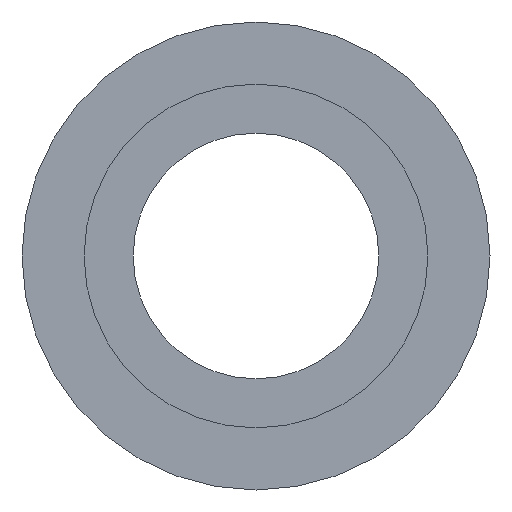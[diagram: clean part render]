
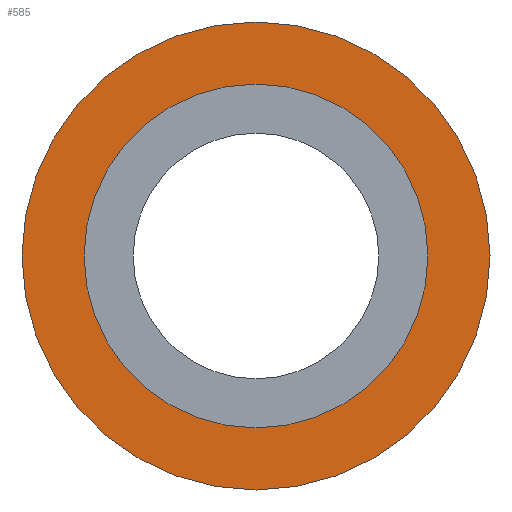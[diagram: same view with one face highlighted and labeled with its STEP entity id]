
A CAD part, front view. The second image highlights one B-rep face of the part: STEP entity #585.
In plain terms, the highlighted planar face has unit normal (0, -1, 0).
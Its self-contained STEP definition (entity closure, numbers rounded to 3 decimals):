
#11 = DIRECTION ( 'NONE',  ( 0., 0., 1. ) ) ;
#19 = DIRECTION ( 'NONE',  ( 0., 0., 1. ) ) ;
#37 = EDGE_LOOP ( 'NONE', ( #269, #55 ) ) ;
#42 = AXIS2_PLACEMENT_3D ( 'NONE', #363, #136, #473 ) ;
#55 = ORIENTED_EDGE ( 'NONE', *, *, #555, .F. ) ;
#65 = DIRECTION ( 'NONE',  ( 0., 1., 0. ) ) ;
#99 = DIRECTION ( 'NONE',  ( 0., 0., 1. ) ) ;
#111 = CIRCLE ( 'NONE', #467, 7. ) ;
#112 = DIRECTION ( 'NONE',  ( 0., 1., 0. ) ) ;
#136 = DIRECTION ( 'NONE',  ( 0., 1., 0. ) ) ;
#156 = CIRCLE ( 'NONE', #196, 9.525 ) ;
#167 = CARTESIAN_POINT ( 'NONE',  ( 0., 0., 0. ) ) ;
#190 = CARTESIAN_POINT ( 'NONE',  ( 0., 0., 0. ) ) ;
#196 = AXIS2_PLACEMENT_3D ( 'NONE', #167, #65, #19 ) ;
#205 = VERTEX_POINT ( 'NONE', #527 ) ;
#261 = VERTEX_POINT ( 'NONE', #431 ) ;
#264 = FACE_BOUND ( 'NONE', #611, .T. ) ;
#269 = ORIENTED_EDGE ( 'NONE', *, *, #272, .F. ) ;
#272 = EDGE_CURVE ( 'NONE', #205, #261, #344, .T. ) ;
#285 = DIRECTION ( 'NONE',  ( 0., 1., 0. ) ) ;
#294 = PLANE ( 'NONE',  #479 ) ;
#312 = CIRCLE ( 'NONE', #42, 7. ) ;
#315 = DIRECTION ( 'NONE',  ( 0., 1., 0. ) ) ;
#331 = CARTESIAN_POINT ( 'NONE',  ( 0., 0., -7. ) ) ;
#344 = CIRCLE ( 'NONE', #577, 9.525 ) ;
#363 = CARTESIAN_POINT ( 'NONE',  ( 0., 0., 0. ) ) ;
#368 = CARTESIAN_POINT ( 'NONE',  ( 0., 0., 0. ) ) ;
#421 = FACE_OUTER_BOUND ( 'NONE', #37, .T. ) ;
#431 = CARTESIAN_POINT ( 'NONE',  ( 0., 0., -9.525 ) ) ;
#467 = AXIS2_PLACEMENT_3D ( 'NONE', #190, #315, #522 ) ;
#473 = DIRECTION ( 'NONE',  ( 0., 0., 1. ) ) ;
#479 = AXIS2_PLACEMENT_3D ( 'NONE', #496, #112, #11 ) ;
#483 = EDGE_CURVE ( 'NONE', #512, #602, #111, .T. ) ;
#493 = EDGE_CURVE ( 'NONE', #602, #512, #312, .T. ) ;
#496 = CARTESIAN_POINT ( 'NONE',  ( 7., 0., 0. ) ) ;
#512 = VERTEX_POINT ( 'NONE', #623 ) ;
#522 = DIRECTION ( 'NONE',  ( 0., 0., 1. ) ) ;
#527 = CARTESIAN_POINT ( 'NONE',  ( 0., 0., 9.525 ) ) ;
#529 = ORIENTED_EDGE ( 'NONE', *, *, #493, .T. ) ;
#555 = EDGE_CURVE ( 'NONE', #261, #205, #156, .T. ) ;
#577 = AXIS2_PLACEMENT_3D ( 'NONE', #368, #285, #99 ) ;
#578 = ORIENTED_EDGE ( 'NONE', *, *, #483, .T. ) ;
#585 = ADVANCED_FACE ( 'NONE', ( #421, #264 ), #294, .F. ) ;
#602 = VERTEX_POINT ( 'NONE', #331 ) ;
#611 = EDGE_LOOP ( 'NONE', ( #578, #529 ) ) ;
#623 = CARTESIAN_POINT ( 'NONE',  ( 0., 0., 7. ) ) ;
